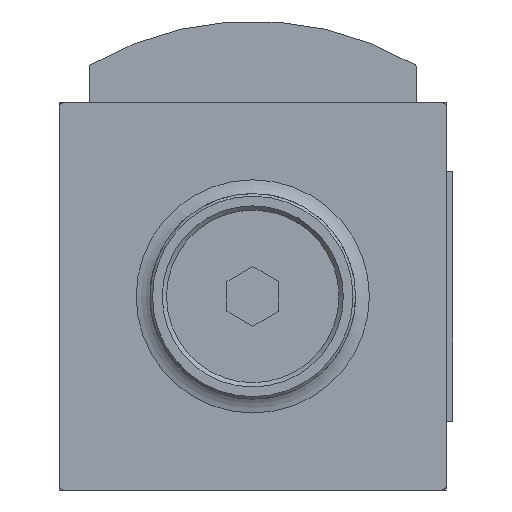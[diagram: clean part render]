
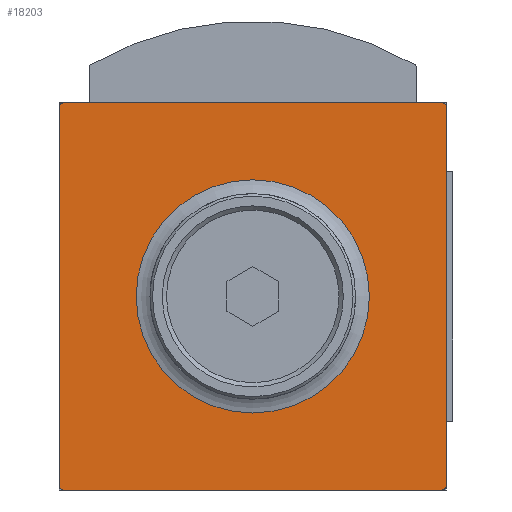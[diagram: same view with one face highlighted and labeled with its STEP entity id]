
A CAD part, front view. The second image highlights one B-rep face of the part: STEP entity #18203.
In plain terms, the highlighted planar face has unit normal (0, -1, 0).
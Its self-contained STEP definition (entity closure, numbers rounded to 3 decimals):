
#999=CIRCLE('',#19199,1.);
#1000=CIRCLE('',#19202,1.);
#1001=CIRCLE('',#19205,1.);
#1002=CIRCLE('',#19208,1.);
#1003=CIRCLE('',#19210,27.103);
#2975=ORIENTED_EDGE('',*,*,#6014,.T.);
#2976=ORIENTED_EDGE('',*,*,#5999,.F.);
#2977=ORIENTED_EDGE('',*,*,#6013,.F.);
#2978=ORIENTED_EDGE('',*,*,#6011,.F.);
#2979=ORIENTED_EDGE('',*,*,#6009,.F.);
#2980=ORIENTED_EDGE('',*,*,#6007,.F.);
#2981=ORIENTED_EDGE('',*,*,#6005,.F.);
#2982=ORIENTED_EDGE('',*,*,#6003,.F.);
#2983=ORIENTED_EDGE('',*,*,#6001,.F.);
#5999=EDGE_CURVE('',#7666,#7667,#8945,.T.);
#6001=EDGE_CURVE('',#7667,#7668,#999,.T.);
#6003=EDGE_CURVE('',#7668,#7669,#8948,.T.);
#6005=EDGE_CURVE('',#7669,#7670,#1000,.T.);
#6007=EDGE_CURVE('',#7670,#7671,#8951,.T.);
#6009=EDGE_CURVE('',#7671,#7672,#1001,.T.);
#6011=EDGE_CURVE('',#7672,#7673,#8954,.T.);
#6013=EDGE_CURVE('',#7673,#7666,#1002,.T.);
#6014=EDGE_CURVE('',#7674,#7674,#1003,.F.);
#7666=VERTEX_POINT('',#25496);
#7667=VERTEX_POINT('',#25498);
#7668=VERTEX_POINT('',#25502);
#7669=VERTEX_POINT('',#25506);
#7670=VERTEX_POINT('',#25510);
#7671=VERTEX_POINT('',#25514);
#7672=VERTEX_POINT('',#25518);
#7673=VERTEX_POINT('',#25522);
#7674=VERTEX_POINT('',#25528);
#8945=LINE('',#25497,#10016);
#8948=LINE('',#25505,#10019);
#8951=LINE('',#25513,#10022);
#8954=LINE('',#25521,#10025);
#10016=VECTOR('',#21567,1000.);
#10019=VECTOR('',#21576,1000.);
#10022=VECTOR('',#21585,1000.);
#10025=VECTOR('',#21594,1000.);
#10874=EDGE_LOOP('',(#2975));
#10875=EDGE_LOOP('',(#2976,#2977,#2978,#2979,#2980,#2981,#2982,#2983));
#11771=FACE_BOUND('',#10874,.T.);
#11772=FACE_BOUND('',#10875,.T.);
#12504=PLANE('',#19209);
#18203=ADVANCED_FACE('',(#11771,#11772),#12504,.F.);
#19199=AXIS2_PLACEMENT_3D('',#25501,#21571,#21572);
#19202=AXIS2_PLACEMENT_3D('',#25509,#21580,#21581);
#19205=AXIS2_PLACEMENT_3D('',#25517,#21589,#21590);
#19208=AXIS2_PLACEMENT_3D('',#25525,#21598,#21599);
#19209=AXIS2_PLACEMENT_3D('',#25526,#21600,#21601);
#19210=AXIS2_PLACEMENT_3D('',#25527,#21602,#21603);
#21567=DIRECTION('',(0.,0.,1.));
#21571=DIRECTION('',(0.,1.,0.));
#21572=DIRECTION('',(1.,0.,0.));
#21576=DIRECTION('',(1.,0.,0.));
#21580=DIRECTION('',(0.,1.,0.));
#21581=DIRECTION('',(1.,0.,0.));
#21585=DIRECTION('',(0.,0.,-1.));
#21589=DIRECTION('',(0.,1.,0.));
#21590=DIRECTION('',(1.,0.,0.));
#21594=DIRECTION('',(-1.,0.,0.));
#21598=DIRECTION('',(0.,1.,0.));
#21599=DIRECTION('',(1.,0.,0.));
#21600=DIRECTION('',(0.,1.,0.));
#21601=DIRECTION('',(0.,0.,1.));
#21602=DIRECTION('',(0.,-1.,0.));
#21603=DIRECTION('',(0.,0.,-1.));
#25496=CARTESIAN_POINT('',(-45.,-83.,-44.));
#25497=CARTESIAN_POINT('',(-45.,-83.,-44.));
#25498=CARTESIAN_POINT('',(-45.,-83.,44.));
#25501=CARTESIAN_POINT('',(-44.,-83.,44.));
#25502=CARTESIAN_POINT('',(-44.,-83.,45.));
#25505=CARTESIAN_POINT('',(-44.,-83.,45.));
#25506=CARTESIAN_POINT('',(44.,-83.,45.));
#25509=CARTESIAN_POINT('',(44.,-83.,44.));
#25510=CARTESIAN_POINT('',(45.,-83.,44.));
#25513=CARTESIAN_POINT('',(45.,-83.,44.));
#25514=CARTESIAN_POINT('',(45.,-83.,-44.));
#25517=CARTESIAN_POINT('',(44.,-83.,-44.));
#25518=CARTESIAN_POINT('',(44.,-83.,-45.));
#25521=CARTESIAN_POINT('',(44.,-83.,-45.));
#25522=CARTESIAN_POINT('',(-44.,-83.,-45.));
#25525=CARTESIAN_POINT('',(-44.,-83.,-44.));
#25526=CARTESIAN_POINT('',(-44.,-83.,44.));
#25527=CARTESIAN_POINT('',(0.,-83.,0.));
#25528=CARTESIAN_POINT('',(0.,-83.,-27.103));
